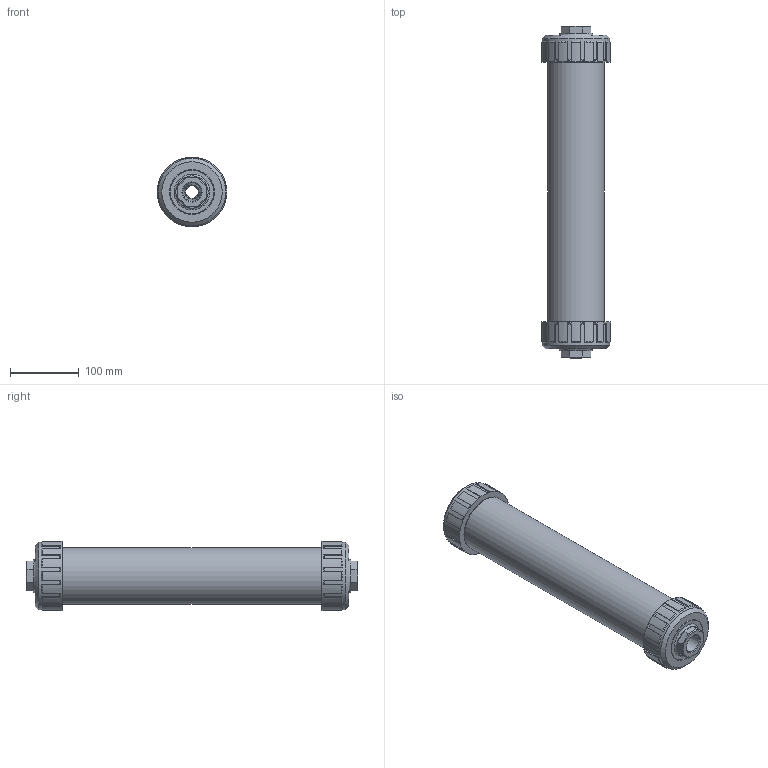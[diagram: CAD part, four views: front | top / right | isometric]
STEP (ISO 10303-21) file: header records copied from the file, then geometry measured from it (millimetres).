
FILE_DESCRIPTION((''),'2;1');
FILE_NAME('CVG-1000-PVC-75N_R5.iam.stp','2016-10-28T12:27:32',(''),(''),'Autodesk Inventor 2009','Autodesk Inventor 2009','');
FILE_SCHEMA(('AUTOMOTIVE_DESIGN { 1 0 10303 214 1 1 1 1 }'));
Length unit declared in the file: inch
Products named in the file (5): CVG-1000-PVC-75N_R5; CVG-3-1000-POLY-NPT-75_R0; CVG-6-1000; CVG-1-1000-A_R0; CVG-2-1000_R5
Assembly tree (6 placements, depth 2):
  CVG-1000-PVC-75N_R5
    CVG-3-1000-POLY-NPT-75_R0  x2
    CVG-6-1000  x2
    CVG-1-1000-A_R0
    CVG-2-1000_R5
Bounding box: 101.35 x 483.62 x 101.35 mm (x, y, z)
Volume: 1014190.2 mm3; surface area: 489434.1 mm2
Topology: 6 solids, 6 shells, 356 faces, 844 edges, 518 vertices
Faces by surface type: plane 162, cone 110, cylinder 65, bspline 17, torus 2
Full cylindrical faces by diameter (mm): 17.856 x2, 57.201 x2, 59.207 x1, 63.373 x2, 64.008 x1, 65.278 x2, 65.532 x2, 71.679 x2, 74.422 x6, 75.819 x1, 78.283 x2, 79.929 x16, 82.931 x17, 98.298 x2, 101.346 x2
Entity records: 13873 total; most frequent: CARTESIAN_POINT 9442, DIRECTION 918, ORIENTED_EDGE 796, EDGE_CURVE 398, AXIS2_PLACEMENT_3D 360, VERTEX_POINT 280, EDGE_LOOP 270, VECTOR 198
